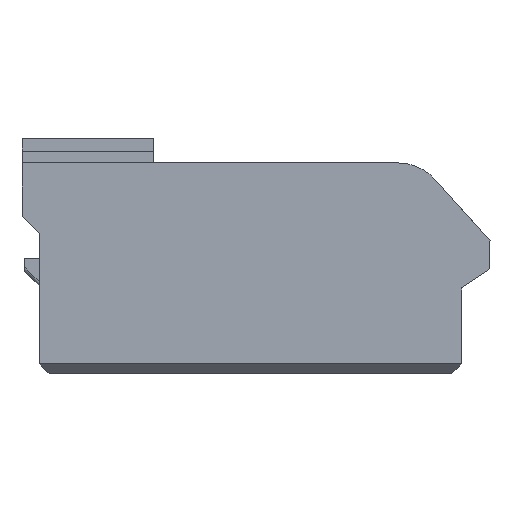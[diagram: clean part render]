
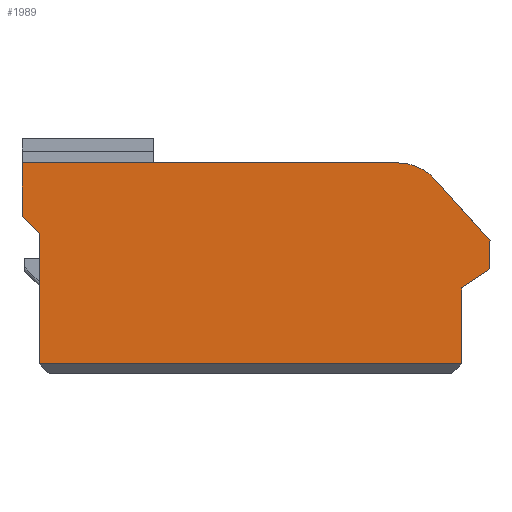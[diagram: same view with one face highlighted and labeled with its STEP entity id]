
A CAD part, left-side view. The second image highlights one B-rep face of the part: STEP entity #1989.
In plain terms, the highlighted planar face has unit normal (-1, 0, 0).
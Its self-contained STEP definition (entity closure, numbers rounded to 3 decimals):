
#126=CARTESIAN_POINT('',(-10.594,418.646,-84.116));
#127=VERTEX_POINT('',#126);
#134=CARTESIAN_POINT('',(-10.594,418.646,-57.516));
#135=VERTEX_POINT('',#134);
#136=CARTESIAN_POINT('',(-10.594,418.646,-84.116));
#137=DIRECTION('',(0.,0.,1.));
#138=VECTOR('',#137,26.6);
#139=LINE('',#136,#138);
#140=EDGE_CURVE('',#127,#135,#139,.T.);
#854=CARTESIAN_POINT('',(-10.594,422.145,-43.208));
#855=VERTEX_POINT('',#854);
#862=CARTESIAN_POINT('',(-10.594,345.516,-43.21));
#863=VERTEX_POINT('',#862);
#864=CARTESIAN_POINT('',(-10.594,345.516,-43.21));
#865=DIRECTION('',(0.,1.,0.));
#866=VECTOR('',#865,76.629);
#867=LINE('',#864,#866);
#868=EDGE_CURVE('',#863,#855,#867,.T.);
#1617=CARTESIAN_POINT('',(-10.594,332.646,-84.119));
#1618=VERTEX_POINT('',#1617);
#1619=CARTESIAN_POINT('',(-10.594,332.646,-68.665));
#1620=VERTEX_POINT('',#1619);
#1621=CARTESIAN_POINT('',(-10.594,332.646,-84.119));
#1622=DIRECTION('',(0.,0.,1.));
#1623=VECTOR('',#1622,15.454);
#1624=LINE('',#1621,#1623);
#1625=EDGE_CURVE('',#1618,#1620,#1624,.T.);
#1928=CARTESIAN_POINT('',(-10.594,332.646,-64.665));
#1929=DIRECTION('',(-1.,-0.,0.));
#1930=DIRECTION('',(0.,0.,1.));
#1931=AXIS2_PLACEMENT_3D('',#1928,#1929,#1930);
#1932=PLANE('',#1931);
#1933=CARTESIAN_POINT('',(-10.594,338.072,-46.533));
#1934=VERTEX_POINT('',#1933);
#1935=CARTESIAN_POINT('',(-10.594,326.846,-59.049));
#1936=VERTEX_POINT('',#1935);
#1937=CARTESIAN_POINT('',(-10.594,338.072,-46.533));
#1938=DIRECTION('',(-0.,-0.668,-0.744));
#1939=VECTOR('',#1938,16.813);
#1940=LINE('',#1937,#1939);
#1941=EDGE_CURVE('',#1934,#1936,#1940,.T.);
#1942=ORIENTED_EDGE('',*,*,#1941,.F.);
#1943=CARTESIAN_POINT('',(-10.594,345.516,-53.21));
#1944=DIRECTION('',(-1.,-0.,0.));
#1945=DIRECTION('',(0.,0.,1.));
#1946=AXIS2_PLACEMENT_3D('',#1943,#1944,#1945);
#1947=CIRCLE('',#1946,10.);
#1948=EDGE_CURVE('',#1934,#863,#1947,.T.);
#1949=ORIENTED_EDGE('',*,*,#1948,.T.);
#1950=ORIENTED_EDGE('',*,*,#868,.T.);
#1951=CARTESIAN_POINT('',(-10.594,422.145,-54.016));
#1952=VERTEX_POINT('',#1951);
#1953=CARTESIAN_POINT('',(-10.594,422.145,-54.016));
#1954=DIRECTION('',(0.,0.,1.));
#1955=VECTOR('',#1954,10.808);
#1956=LINE('',#1953,#1955);
#1957=EDGE_CURVE('',#1952,#855,#1956,.T.);
#1958=ORIENTED_EDGE('',*,*,#1957,.F.);
#1959=CARTESIAN_POINT('',(-10.594,422.145,-54.016));
#1960=DIRECTION('',(-0.,-0.707,-0.707));
#1961=VECTOR('',#1960,4.95);
#1962=LINE('',#1959,#1961);
#1963=EDGE_CURVE('',#1952,#135,#1962,.T.);
#1964=ORIENTED_EDGE('',*,*,#1963,.T.);
#1965=ORIENTED_EDGE('',*,*,#140,.F.);
#1966=CARTESIAN_POINT('',(-10.594,418.646,-84.116));
#1967=DIRECTION('',(-0.,-1.,0.));
#1968=VECTOR('',#1967,86.);
#1969=LINE('',#1966,#1968);
#1970=EDGE_CURVE('',#127,#1618,#1969,.T.);
#1971=ORIENTED_EDGE('',*,*,#1970,.T.);
#1972=ORIENTED_EDGE('',*,*,#1625,.T.);
#1973=CARTESIAN_POINT('',(-10.594,326.846,-64.798));
#1974=VERTEX_POINT('',#1973);
#1975=CARTESIAN_POINT('',(-10.594,332.646,-68.665));
#1976=DIRECTION('',(0.,-0.832,0.555));
#1977=VECTOR('',#1976,6.971);
#1978=LINE('',#1975,#1977);
#1979=EDGE_CURVE('',#1620,#1974,#1978,.T.);
#1980=ORIENTED_EDGE('',*,*,#1979,.T.);
#1981=CARTESIAN_POINT('',(-10.594,326.846,-64.798));
#1982=DIRECTION('',(0.,0.,1.));
#1983=VECTOR('',#1982,5.75);
#1984=LINE('',#1981,#1983);
#1985=EDGE_CURVE('',#1974,#1936,#1984,.T.);
#1986=ORIENTED_EDGE('',*,*,#1985,.T.);
#1987=EDGE_LOOP('',(#1942,#1949,#1950,#1958,#1964,#1965,#1971,#1972,#1980,#1986));
#1988=FACE_BOUND('',#1987,.T.);
#1989=ADVANCED_FACE('',(#1988),#1932,.T.);
